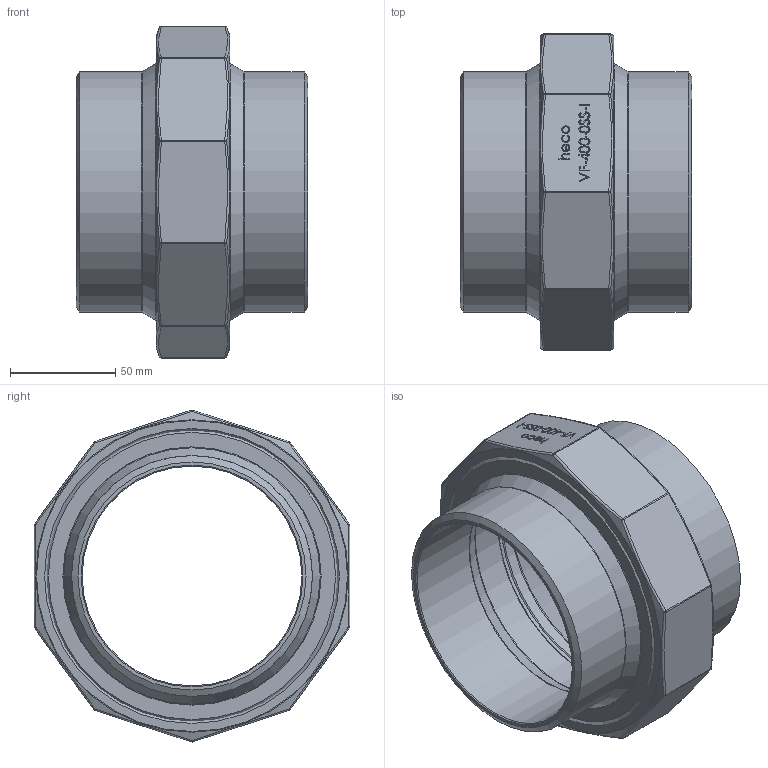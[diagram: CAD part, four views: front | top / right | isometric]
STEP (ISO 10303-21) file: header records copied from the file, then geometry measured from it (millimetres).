
FILE_DESCRIPTION (( 'STEP AP214' ), '1' );
FILE_NAME ('VF-400-0SS-I Verschraubung konisch 2109.STEP', '2021-09-29T08:03:22', ( '' ), ( '' ), 'SwSTEP 2.0', 'SolidWorks 2019', '' );
FILE_SCHEMA (( 'AUTOMOTIVE_DESIGN' ));
Length unit declared in the file: millimetre
Products named in the file (1): VF-400-0SS-I Verschraubung konisch 2109
Bounding box: 110 x 150 x 157.62 mm (x, y, z)
Volume: 433354.3 mm3; surface area: 146230.6 mm2
Topology: 4 solids, 4 shells, 294 faces, 707 edges, 439 vertices
Faces by surface type: bspline 112, plane 107, cylinder 23, torus 21, sphere 20, cone 11
Full cylindrical faces by diameter (mm): 104.3 x2, 114 x2, 114.3 x2, 115 x1, 131 x1, 131.5 x1, 136 x2, 136.75 x1, 140 x1
Entity records: 17200 total; most frequent: CARTESIAN_POINT 8086, ORIENTED_EDGE 1282, DIRECTION 899, EDGE_CURVE 641, VERTEX_POINT 426, EDGE_LOOP 373, FACE_OUTER_BOUND 328, LINE 301
